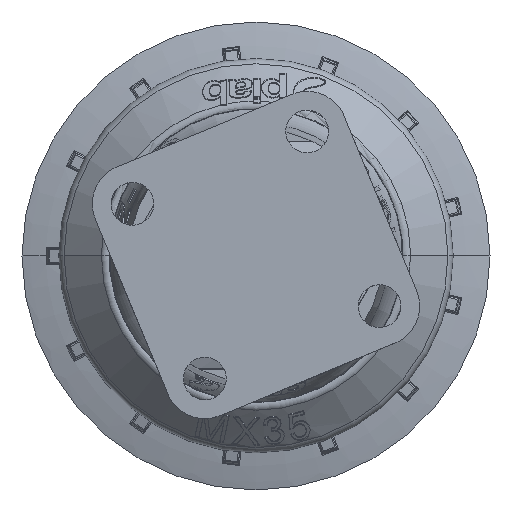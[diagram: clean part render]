
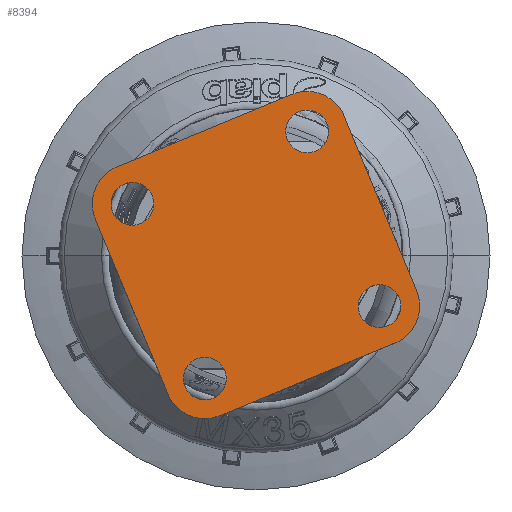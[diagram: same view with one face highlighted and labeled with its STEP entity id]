
A CAD part, top view. The second image highlights one B-rep face of the part: STEP entity #8394.
In plain terms, the highlighted face is planar.
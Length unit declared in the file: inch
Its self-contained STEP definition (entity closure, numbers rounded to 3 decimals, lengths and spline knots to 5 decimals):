
#205 = DIRECTION ( 'NONE',  ( 0., 0., -1. ) ) ;
#360 = CARTESIAN_POINT ( 'NONE',  ( -0.27839, -0.3965, -0.07874 ) ) ;
#522 = FACE_OUTER_BOUND ( 'NONE', #11220, .T. ) ;
#821 = CIRCLE ( 'NONE', #28918, 0.11811 ) ;
#926 = CIRCLE ( 'NONE', #6134, 0.11811 ) ;
#1523 = CARTESIAN_POINT ( 'NONE',  ( -0.27839, -0.27839, -0.07874 ) ) ;
#1667 = LINE ( 'NONE', #11053, #31538 ) ;
#1845 = CARTESIAN_POINT ( 'NONE',  ( 0.27839, 0.27839, -0.07874 ) ) ;
#1918 = EDGE_CURVE ( 'NONE', #31502, #13108, #926, .T. ) ;
#1931 = ORIENTED_EDGE ( 'NONE', *, *, #4856, .T. ) ;
#1986 = LINE ( 'NONE', #15435, #14785 ) ;
#2146 = CARTESIAN_POINT ( 'NONE',  ( -0.27839, -0.3965, -0.07874 ) ) ;
#2502 = ORIENTED_EDGE ( 'NONE', *, *, #9206, .T. ) ;
#2798 = VERTEX_POINT ( 'NONE', #34560 ) ;
#3032 = EDGE_CURVE ( 'NONE', #13108, #2798, #1986, .T. ) ;
#3104 = CARTESIAN_POINT ( 'NONE',  ( 0.3965, -0.27839, -0.07874 ) ) ;
#3425 = EDGE_CURVE ( 'NONE', #21950, #7241, #32193, .T. ) ;
#3527 = AXIS2_PLACEMENT_3D ( 'NONE', #9161, #3988, #37257 ) ;
#3599 = CARTESIAN_POINT ( 'NONE',  ( 0., 0., -0.07874 ) ) ;
#3697 = EDGE_LOOP ( 'NONE', ( #20922, #24745 ) ) ;
#3847 = VERTEX_POINT ( 'NONE', #29621 ) ;
#3988 = DIRECTION ( 'NONE',  ( 0., 0., -1. ) ) ;
#4029 = AXIS2_PLACEMENT_3D ( 'NONE', #3599, #28351, #37602 ) ;
#4052 = AXIS2_PLACEMENT_3D ( 'NONE', #22700, #12493, #22294 ) ;
#4253 = LINE ( 'NONE', #16757, #7235 ) ;
#4325 = ORIENTED_EDGE ( 'NONE', *, *, #15982, .T. ) ;
#4623 = EDGE_CURVE ( 'NONE', #37149, #3847, #27498, .T. ) ;
#4856 = EDGE_CURVE ( 'NONE', #36803, #23844, #4253, .T. ) ;
#5045 = EDGE_LOOP ( 'NONE', ( #25617, #30986 ) ) ;
#5577 = CARTESIAN_POINT ( 'NONE',  ( 0.2154, -0.27839, -0.07874 ) ) ;
#5896 = DIRECTION ( 'NONE',  ( 1., 0., 0. ) ) ;
#6134 = AXIS2_PLACEMENT_3D ( 'NONE', #31330, #205, #22080 ) ;
#7076 = LINE ( 'NONE', #360, #14434 ) ;
#7133 = EDGE_LOOP ( 'NONE', ( #22518, #15816 ) ) ;
#7235 = VECTOR ( 'NONE', #20396, 39.37008 ) ;
#7241 = VERTEX_POINT ( 'NONE', #37825 ) ;
#7664 = DIRECTION ( 'NONE',  ( 0., 0., 1. ) ) ;
#7684 = CARTESIAN_POINT ( 'NONE',  ( -0.3965, -0.27839, -0.07874 ) ) ;
#8333 = DIRECTION ( 'NONE',  ( 1., 0., 0. ) ) ;
#8394 = ADVANCED_FACE ( 'NONE', ( #36595, #8495, #30838, #31246, #522 ), #25454, .F. ) ;
#8495 = FACE_BOUND ( 'NONE', #3697, .T. ) ;
#9143 = EDGE_CURVE ( 'NONE', #3847, #37149, #34893, .T. ) ;
#9161 = CARTESIAN_POINT ( 'NONE',  ( 0.27839, 0.27839, -0.07874 ) ) ;
#9206 = EDGE_CURVE ( 'NONE', #23844, #18473, #13317, .T. ) ;
#9549 = DIRECTION ( 'NONE',  ( 1., 0., 0. ) ) ;
#9992 = VERTEX_POINT ( 'NONE', #3104 ) ;
#10028 = VERTEX_POINT ( 'NONE', #26798 ) ;
#10407 = EDGE_LOOP ( 'NONE', ( #20727, #4325 ) ) ;
#11053 = CARTESIAN_POINT ( 'NONE',  ( 0.3965, 0., -0.07874 ) ) ;
#11220 = EDGE_LOOP ( 'NONE', ( #1931, #2502, #22350, #26648, #23118, #25206, #35700, #12966 ) ) ;
#11635 = AXIS2_PLACEMENT_3D ( 'NONE', #17565, #14509, #8333 ) ;
#11922 = DIRECTION ( 'NONE',  ( 0., 0., 1. ) ) ;
#12493 = DIRECTION ( 'NONE',  ( 0., 0., 1. ) ) ;
#12837 = CIRCLE ( 'NONE', #18692, 0.06299 ) ;
#12966 = ORIENTED_EDGE ( 'NONE', *, *, #18033, .T. ) ;
#13041 = VERTEX_POINT ( 'NONE', #21660 ) ;
#13042 = DIRECTION ( 'NONE',  ( 0., 0., -1. ) ) ;
#13108 = VERTEX_POINT ( 'NONE', #7684 ) ;
#13227 = CARTESIAN_POINT ( 'NONE',  ( 0.27839, -0.27839, -0.07874 ) ) ;
#13317 = CIRCLE ( 'NONE', #3527, 0.11811 ) ;
#14350 = VERTEX_POINT ( 'NONE', #29442 ) ;
#14434 = VECTOR ( 'NONE', #34553, 39.37008 ) ;
#14509 = DIRECTION ( 'NONE',  ( 0., 0., -1. ) ) ;
#14785 = VECTOR ( 'NONE', #17355, 39.37008 ) ;
#14914 = CIRCLE ( 'NONE', #30590, 0.06299 ) ;
#15435 = CARTESIAN_POINT ( 'NONE',  ( -0.3965, 0.27839, -0.07874 ) ) ;
#15816 = ORIENTED_EDGE ( 'NONE', *, *, #35672, .T. ) ;
#15982 = EDGE_CURVE ( 'NONE', #14350, #13041, #21630, .T. ) ;
#16732 = CARTESIAN_POINT ( 'NONE',  ( 0.34138, 0.27839, -0.07874 ) ) ;
#16757 = CARTESIAN_POINT ( 'NONE',  ( 0.16028, 0.3965, -0.07874 ) ) ;
#17355 = DIRECTION ( 'NONE',  ( 0., 1., 0. ) ) ;
#17565 = CARTESIAN_POINT ( 'NONE',  ( 0.27839, -0.27839, -0.07874 ) ) ;
#17722 = AXIS2_PLACEMENT_3D ( 'NONE', #27810, #30490, #5896 ) ;
#17820 = CARTESIAN_POINT ( 'NONE',  ( -0.27839, 0.27839, -0.07874 ) ) ;
#18033 = EDGE_CURVE ( 'NONE', #2798, #36803, #821, .T. ) ;
#18473 = VERTEX_POINT ( 'NONE', #26270 ) ;
#18692 = AXIS2_PLACEMENT_3D ( 'NONE', #39539, #23919, #27204 ) ;
#19197 = AXIS2_PLACEMENT_3D ( 'NONE', #1845, #20436, #26997 ) ;
#19742 = DIRECTION ( 'NONE',  ( 1., 0., 0. ) ) ;
#20396 = DIRECTION ( 'NONE',  ( 1., 0., 0. ) ) ;
#20436 = DIRECTION ( 'NONE',  ( 0., 0., 1. ) ) ;
#20727 = ORIENTED_EDGE ( 'NONE', *, *, #21411, .T. ) ;
#20922 = ORIENTED_EDGE ( 'NONE', *, *, #33891, .T. ) ;
#21411 = EDGE_CURVE ( 'NONE', #13041, #14350, #14914, .T. ) ;
#21524 = DIRECTION ( 'NONE',  ( 1., 0., 0. ) ) ;
#21630 = CIRCLE ( 'NONE', #27526, 0.06299 ) ;
#21660 = CARTESIAN_POINT ( 'NONE',  ( -0.2154, 0.27839, -0.07874 ) ) ;
#21709 = EDGE_CURVE ( 'NONE', #9992, #37716, #39113, .T. ) ;
#21780 = CARTESIAN_POINT ( 'NONE',  ( 0.27839, 0.3965, -0.07874 ) ) ;
#21950 = VERTEX_POINT ( 'NONE', #5577 ) ;
#22080 = DIRECTION ( 'NONE',  ( 1., 0., 0. ) ) ;
#22294 = DIRECTION ( 'NONE',  ( 1., 0., 0. ) ) ;
#22350 = ORIENTED_EDGE ( 'NONE', *, *, #28884, .T. ) ;
#22518 = ORIENTED_EDGE ( 'NONE', *, *, #27173, .T. ) ;
#22700 = CARTESIAN_POINT ( 'NONE',  ( 0.27839, -0.27839, -0.07874 ) ) ;
#23118 = ORIENTED_EDGE ( 'NONE', *, *, #26629, .T. ) ;
#23520 = DIRECTION ( 'NONE',  ( 0., -1., 0. ) ) ;
#23844 = VERTEX_POINT ( 'NONE', #21780 ) ;
#23919 = DIRECTION ( 'NONE',  ( 0., 0., 1. ) ) ;
#24745 = ORIENTED_EDGE ( 'NONE', *, *, #3425, .T. ) ;
#25053 = VERTEX_POINT ( 'NONE', #25282 ) ;
#25206 = ORIENTED_EDGE ( 'NONE', *, *, #1918, .T. ) ;
#25282 = CARTESIAN_POINT ( 'NONE',  ( -0.34138, -0.27839, -0.07874 ) ) ;
#25454 = PLANE ( 'NONE',  #4029 ) ;
#25617 = ORIENTED_EDGE ( 'NONE', *, *, #4623, .T. ) ;
#26081 = DIRECTION ( 'NONE',  ( 1., 0., 0. ) ) ;
#26218 = AXIS2_PLACEMENT_3D ( 'NONE', #1523, #11922, #21524 ) ;
#26270 = CARTESIAN_POINT ( 'NONE',  ( 0.3965, 0.27839, -0.07874 ) ) ;
#26629 = EDGE_CURVE ( 'NONE', #37716, #31502, #7076, .T. ) ;
#26648 = ORIENTED_EDGE ( 'NONE', *, *, #21709, .T. ) ;
#26798 = CARTESIAN_POINT ( 'NONE',  ( -0.2154, -0.27839, -0.07874 ) ) ;
#26997 = DIRECTION ( 'NONE',  ( 1., 0., 0. ) ) ;
#27173 = EDGE_CURVE ( 'NONE', #10028, #25053, #34065, .T. ) ;
#27204 = DIRECTION ( 'NONE',  ( 1., 0., 0. ) ) ;
#27226 = CARTESIAN_POINT ( 'NONE',  ( 0.27839, -0.3965, -0.07874 ) ) ;
#27498 = CIRCLE ( 'NONE', #17722, 0.06299 ) ;
#27526 = AXIS2_PLACEMENT_3D ( 'NONE', #29357, #7664, #26081 ) ;
#27810 = CARTESIAN_POINT ( 'NONE',  ( 0.27839, 0.27839, -0.07874 ) ) ;
#28351 = DIRECTION ( 'NONE',  ( 0., 0., 1. ) ) ;
#28487 = CARTESIAN_POINT ( 'NONE',  ( -0.27839, 0.3965, -0.07874 ) ) ;
#28884 = EDGE_CURVE ( 'NONE', #18473, #9992, #1667, .T. ) ;
#28918 = AXIS2_PLACEMENT_3D ( 'NONE', #37629, #13042, #9549 ) ;
#29357 = CARTESIAN_POINT ( 'NONE',  ( -0.27839, 0.27839, -0.07874 ) ) ;
#29442 = CARTESIAN_POINT ( 'NONE',  ( -0.34138, 0.27839, -0.07874 ) ) ;
#29621 = CARTESIAN_POINT ( 'NONE',  ( 0.2154, 0.27839, -0.07874 ) ) ;
#30309 = DIRECTION ( 'NONE',  ( 0., 0., 1. ) ) ;
#30490 = DIRECTION ( 'NONE',  ( 0., 0., 1. ) ) ;
#30590 = AXIS2_PLACEMENT_3D ( 'NONE', #17820, #30309, #40352 ) ;
#30838 = FACE_BOUND ( 'NONE', #5045, .T. ) ;
#30986 = ORIENTED_EDGE ( 'NONE', *, *, #9143, .T. ) ;
#31246 = FACE_BOUND ( 'NONE', #10407, .T. ) ;
#31330 = CARTESIAN_POINT ( 'NONE',  ( -0.27839, -0.27839, -0.07874 ) ) ;
#31502 = VERTEX_POINT ( 'NONE', #2146 ) ;
#31538 = VECTOR ( 'NONE', #23520, 39.37008 ) ;
#32193 = CIRCLE ( 'NONE', #4052, 0.06299 ) ;
#32373 = AXIS2_PLACEMENT_3D ( 'NONE', #13227, #38204, #19742 ) ;
#33891 = EDGE_CURVE ( 'NONE', #7241, #21950, #36300, .T. ) ;
#34065 = CIRCLE ( 'NONE', #26218, 0.06299 ) ;
#34553 = DIRECTION ( 'NONE',  ( -1., 0., 0. ) ) ;
#34560 = CARTESIAN_POINT ( 'NONE',  ( -0.3965, 0.27839, -0.07874 ) ) ;
#34893 = CIRCLE ( 'NONE', #19197, 0.06299 ) ;
#35672 = EDGE_CURVE ( 'NONE', #25053, #10028, #12837, .T. ) ;
#35700 = ORIENTED_EDGE ( 'NONE', *, *, #3032, .T. ) ;
#36300 = CIRCLE ( 'NONE', #32373, 0.06299 ) ;
#36595 = FACE_BOUND ( 'NONE', #7133, .T. ) ;
#36803 = VERTEX_POINT ( 'NONE', #28487 ) ;
#37149 = VERTEX_POINT ( 'NONE', #16732 ) ;
#37257 = DIRECTION ( 'NONE',  ( 1., 0., 0. ) ) ;
#37602 = DIRECTION ( 'NONE',  ( 1., 0., 0. ) ) ;
#37629 = CARTESIAN_POINT ( 'NONE',  ( -0.27839, 0.27839, -0.07874 ) ) ;
#37716 = VERTEX_POINT ( 'NONE', #27226 ) ;
#37825 = CARTESIAN_POINT ( 'NONE',  ( 0.34138, -0.27839, -0.07874 ) ) ;
#38204 = DIRECTION ( 'NONE',  ( 0., 0., 1. ) ) ;
#39113 = CIRCLE ( 'NONE', #11635, 0.11811 ) ;
#39539 = CARTESIAN_POINT ( 'NONE',  ( -0.27839, -0.27839, -0.07874 ) ) ;
#40352 = DIRECTION ( 'NONE',  ( 1., 0., 0. ) ) ;
